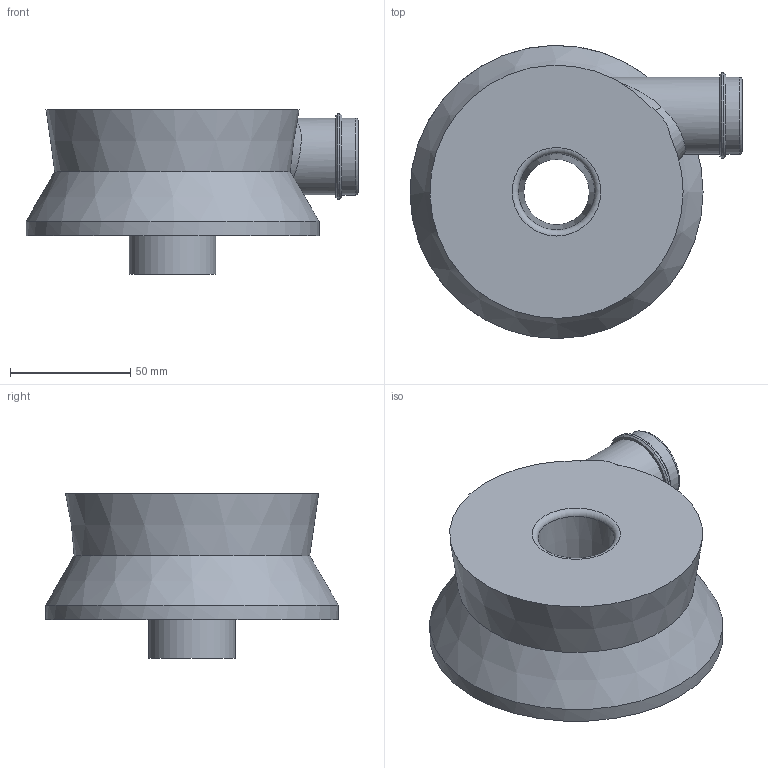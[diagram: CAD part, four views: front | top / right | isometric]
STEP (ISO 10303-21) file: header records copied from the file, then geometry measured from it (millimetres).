
FILE_DESCRIPTION(/* description */ ('Alibre Inc.'),/* implementation_level */ '2;1');
FILE_NAME(/* name */ 'export0',/* time_stamp */ '2015-09-22T20:38:32-06:00',/* author */ (''),/* organization */ (''),/* preprocessor_version */ 'ST-DEVELOPER v14',/* originating_system */ 'Alibre',/* authorisation */ '');
FILE_SCHEMA (('CONFIG_CONTROL_DESIGN'));
Length unit declared in the file: centimetre
Products named in the file (1): ID_1
Bounding box: 138.21 x 122 x 68.5 mm (x, y, z)
Volume: 189513.1 mm3; surface area: 74267.7 mm2
Topology: 1 solids, 1 shells, 74 faces, 182 edges, 120 vertices
Faces by surface type: cylinder 36, plane 26, cone 7, torus 3, bspline 2
Full cylindrical faces by diameter (mm): 5.3 x6, 27 x1, 32 x2, 35.6 x1, 36 x1, 122 x1
Entity records: 2655 total; most frequent: CARTESIAN_POINT 930, DIRECTION 333, ORIENTED_EDGE 308, EDGE_CURVE 154, AXIS2_PLACEMENT_3D 148, VERTEX_POINT 114, EDGE_LOOP 110, FACE_BOUND 110
